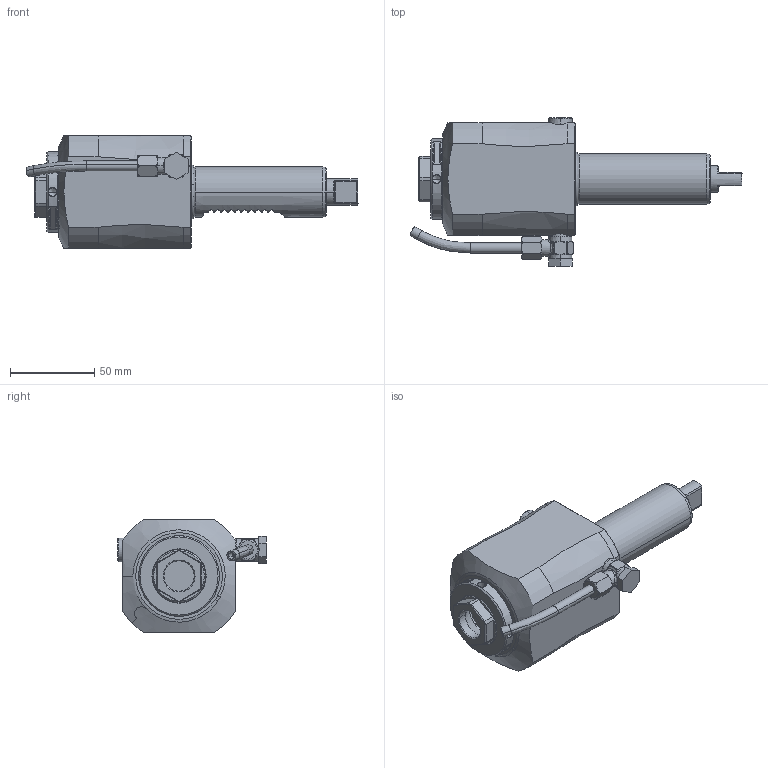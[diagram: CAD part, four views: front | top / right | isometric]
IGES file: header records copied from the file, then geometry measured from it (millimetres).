
Start section:  PTC IGES file: ngt1_30_125_25_3eddmg.igs
Global section: file name: ngt1_30_125_25_3eddmg.igs; native system: Pro/ENGINEER by Parametric Technology Corporation; preprocessor: 2010280; author: vali; organization: Unknown; date: 20250618.135143; units: millimetre
Bounding box: 197.33 x 88.4 x 67 mm (x, y, z)
Volume: 397128.1 mm3; surface area: 46991.8 mm2
Topology: 2 solids, 3 shells, 367 faces, 903 edges, 557 vertices
Faces by surface type: revolution 194, bspline 173
